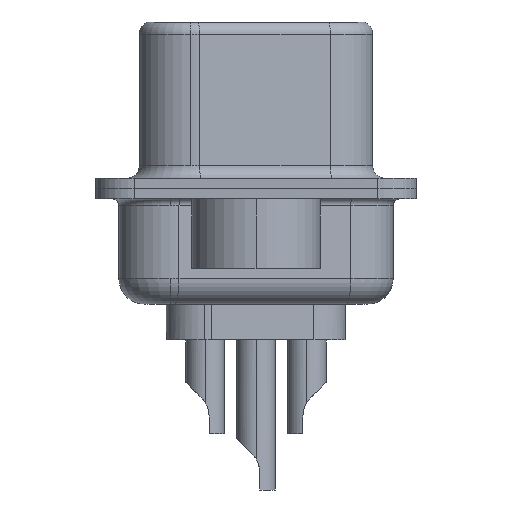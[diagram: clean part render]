
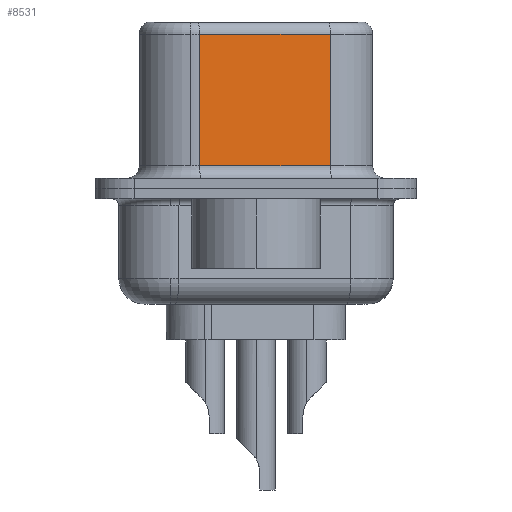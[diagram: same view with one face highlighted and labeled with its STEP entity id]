
A CAD part, left-side view. The second image highlights one B-rep face of the part: STEP entity #8531.
In plain terms, the highlighted planar face has unit normal (-0.985, -0.174, 0).
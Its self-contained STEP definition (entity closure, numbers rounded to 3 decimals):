
#22 = CARTESIAN_POINT ( 'NONE',  ( 4.58, -2.897, 6.52 ) ) ;
#204 = EDGE_CURVE ( 'NONE', #11140, #1298, #6411, .T. ) ;
#497 = ORIENTED_EDGE ( 'NONE', *, *, #14557, .T. ) ;
#786 = CARTESIAN_POINT ( 'NONE',  ( 3.68, 2.203, 0.9 ) ) ;
#913 = EDGE_LOOP ( 'NONE', ( #16433, #14796, #497, #3551 ) ) ;
#1044 = VERTEX_POINT ( 'NONE', #9904 ) ;
#1298 = VERTEX_POINT ( 'NONE', #7833 ) ;
#2645 = DIRECTION ( 'NONE',  ( 0., 0., -1. ) ) ;
#2814 = FACE_OUTER_BOUND ( 'NONE', #913, .T. ) ;
#3247 = DIRECTION ( 'NONE',  ( 0.174, -0.985, 0. ) ) ;
#3551 = ORIENTED_EDGE ( 'NONE', *, *, #5807, .T. ) ;
#4037 = CARTESIAN_POINT ( 'NONE',  ( 4.58, -2.897, 6.02 ) ) ;
#5479 = PLANE ( 'NONE',  #10218 ) ;
#5807 = EDGE_CURVE ( 'NONE', #16058, #1044, #11025, .T. ) ;
#6219 = LINE ( 'NONE', #22, #16135 ) ;
#6411 = LINE ( 'NONE', #11376, #10208 ) ;
#6628 = DIRECTION ( 'NONE',  ( 0., 0., -1. ) ) ;
#6786 = DIRECTION ( 'NONE',  ( -0.174, 0.985, 0. ) ) ;
#7833 = CARTESIAN_POINT ( 'NONE',  ( 3.68, 2.203, 6.02 ) ) ;
#8013 = CARTESIAN_POINT ( 'NONE',  ( 4.58, -2.897, 6.52 ) ) ;
#8531 = ADVANCED_FACE ( 'NONE', ( #2814 ), #5479, .F. ) ;
#8855 = CARTESIAN_POINT ( 'NONE',  ( 4.58, -2.897, 0.9 ) ) ;
#9260 = LINE ( 'NONE', #14368, #13083 ) ;
#9558 = EDGE_CURVE ( 'NONE', #11140, #1044, #6219, .T. ) ;
#9904 = CARTESIAN_POINT ( 'NONE',  ( 4.58, -2.897, 0.9 ) ) ;
#10208 = VECTOR ( 'NONE', #13314, 1000. ) ;
#10218 = AXIS2_PLACEMENT_3D ( 'NONE', #8013, #14493, #6786 ) ;
#11025 = LINE ( 'NONE', #8855, #14475 ) ;
#11140 = VERTEX_POINT ( 'NONE', #4037 ) ;
#11376 = CARTESIAN_POINT ( 'NONE',  ( 4.58, -2.897, 6.02 ) ) ;
#13083 = VECTOR ( 'NONE', #6628, 1000. ) ;
#13314 = DIRECTION ( 'NONE',  ( -0.174, 0.985, 0. ) ) ;
#14368 = CARTESIAN_POINT ( 'NONE',  ( 3.68, 2.203, 6.52 ) ) ;
#14475 = VECTOR ( 'NONE', #3247, 1000. ) ;
#14493 = DIRECTION ( 'NONE',  ( 0.985, 0.174, 0. ) ) ;
#14557 = EDGE_CURVE ( 'NONE', #1298, #16058, #9260, .T. ) ;
#14796 = ORIENTED_EDGE ( 'NONE', *, *, #204, .T. ) ;
#16058 = VERTEX_POINT ( 'NONE', #786 ) ;
#16135 = VECTOR ( 'NONE', #2645, 1000. ) ;
#16433 = ORIENTED_EDGE ( 'NONE', *, *, #9558, .F. ) ;
